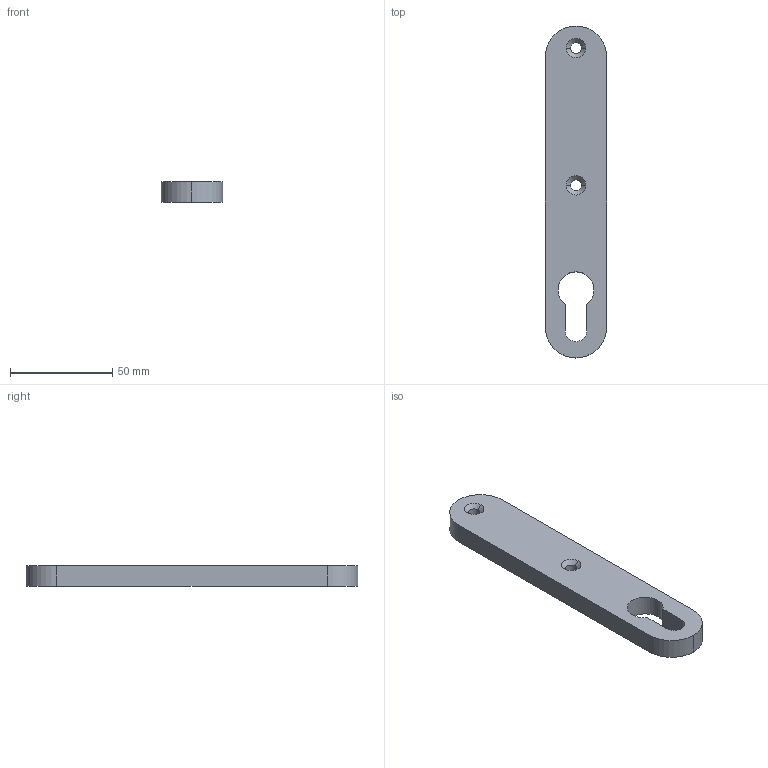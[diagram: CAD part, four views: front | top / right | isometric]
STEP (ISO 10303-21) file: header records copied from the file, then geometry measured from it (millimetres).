
FILE_DESCRIPTION (( 'STEP AP203' ), '1' );
FILE_NAME ('15578-AMF.STEP', '2021-03-04T09:54:31', ( '' ), ( '' ), 'SwSTEP 2.0', 'SolidWorks 2018', '' );
FILE_SCHEMA (( 'CONFIG_CONTROL_DESIGN' ));
Length unit declared in the file: millimetre
Products named in the file (3): AMF Schliessblech Konfig Teil1_15578-AMF; 15578-AMF; AMF Schliessblech Konfig Teil1
Assembly tree (1 placements, depth 2):
  15578-AMF
    AMF Schliessblech Konfig Teil1_15578-AMF
  AMF Schliessblech Konfig Teil1
Bounding box: 30 x 162 x 10 mm (x, y, z)
Volume: 42044.9 mm3; surface area: 13195.9 mm2
Topology: 1 solids, 1 shells, 242 faces, 647 edges, 430 vertices
Faces by surface type: plane 145, bspline 81, cylinder 12, cone 4
Entity records: 11871 total; most frequent: CARTESIAN_POINT 6069, ORIENTED_EDGE 1294, DIRECTION 845, EDGE_CURVE 647, VECTOR 457, LINE 457, VERTEX_POINT 430, EDGE_LOOP 271
